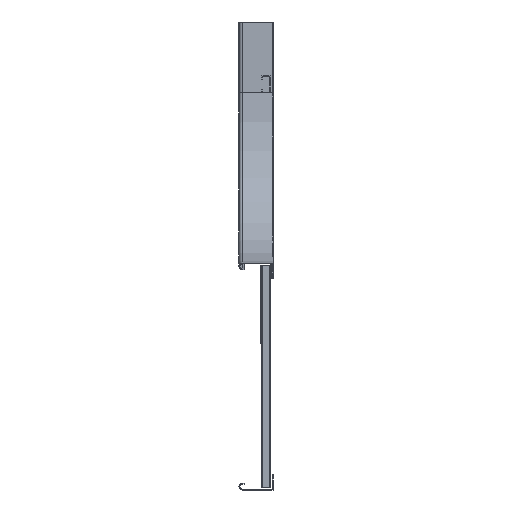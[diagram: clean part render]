
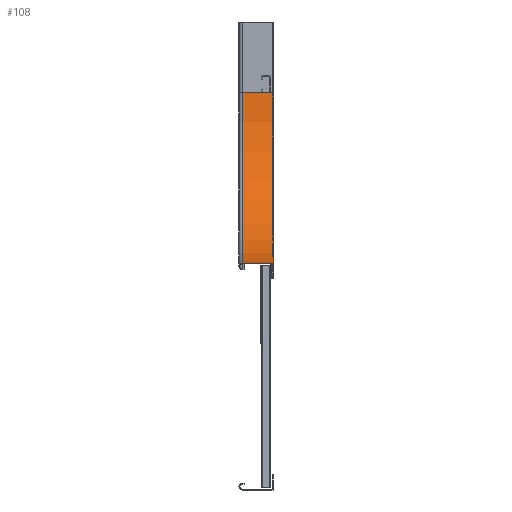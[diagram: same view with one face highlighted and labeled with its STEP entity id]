
A CAD part, left-side view. The second image highlights one B-rep face of the part: STEP entity #108.
In plain terms, the highlighted cylindrical face has radius 300 mm (diameter 600 mm), a partial arc.
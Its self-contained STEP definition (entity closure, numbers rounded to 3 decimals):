
#19 = EDGE_CURVE ( 'NONE', #8871, #3654, #9149, .T. ) ;
#51 = CYLINDRICAL_SURFACE ( 'NONE', #6782, 300. ) ;
#108 = ADVANCED_FACE ( 'NONE', ( #6318 ), #51, .F. ) ;
#935 = EDGE_CURVE ( 'NONE', #9461, #8871, #8392, .T. ) ;
#2340 = CARTESIAN_POINT ( 'NONE',  ( 300., 0., -125. ) ) ;
#2359 = LINE ( 'NONE', #2836, #6291 ) ;
#2586 = ORIENTED_EDGE ( 'NONE', *, *, #7032, .F. ) ;
#2659 = CARTESIAN_POINT ( 'NONE',  ( 0., 54., -125. ) ) ;
#2699 = CARTESIAN_POINT ( 'NONE',  ( 300., 0., -425. ) ) ;
#2787 = CARTESIAN_POINT ( 'NONE',  ( 0., 0., -125. ) ) ;
#2836 = CARTESIAN_POINT ( 'NONE',  ( 0., 0., -125. ) ) ;
#3129 = VECTOR ( 'NONE', #8199, 1000. ) ;
#3198 = CARTESIAN_POINT ( 'NONE',  ( 300., 0., -425. ) ) ;
#3597 = CARTESIAN_POINT ( 'NONE',  ( 300., 0., -125. ) ) ;
#3654 = VERTEX_POINT ( 'NONE', #7614 ) ;
#3783 = ORIENTED_EDGE ( 'NONE', *, *, #19, .T. ) ;
#3975 = ORIENTED_EDGE ( 'NONE', *, *, #935, .T. ) ;
#4280 = ORIENTED_EDGE ( 'NONE', *, *, #6625, .F. ) ;
#4601 = CARTESIAN_POINT ( 'NONE',  ( 300., 54., -125. ) ) ;
#5381 = DIRECTION ( 'NONE',  ( -1., 0., 0. ) ) ;
#5974 = DIRECTION ( 'NONE',  ( 0., -1., 0. ) ) ;
#6002 = DIRECTION ( 'NONE',  ( 0., 1., 0. ) ) ;
#6162 = DIRECTION ( 'NONE',  ( 0., -1., 0. ) ) ;
#6291 = VECTOR ( 'NONE', #6002, 1000. ) ;
#6318 = FACE_OUTER_BOUND ( 'NONE', #8235, .T. ) ;
#6625 = EDGE_CURVE ( 'NONE', #9461, #10137, #2359, .T. ) ;
#6782 = AXIS2_PLACEMENT_3D ( 'NONE', #3597, #5974, #8307 ) ;
#7032 = EDGE_CURVE ( 'NONE', #10137, #3654, #7495, .T. ) ;
#7495 = CIRCLE ( 'NONE', #10019, 300. ) ;
#7614 = CARTESIAN_POINT ( 'NONE',  ( 300., 54., -425. ) ) ;
#7826 = DIRECTION ( 'NONE',  ( 0., 0., 1. ) ) ;
#8199 = DIRECTION ( 'NONE',  ( 0., 1., 0. ) ) ;
#8235 = EDGE_LOOP ( 'NONE', ( #2586, #4280, #3975, #3783 ) ) ;
#8307 = DIRECTION ( 'NONE',  ( 0., 0., -1. ) ) ;
#8392 = CIRCLE ( 'NONE', #9033, 300. ) ;
#8871 = VERTEX_POINT ( 'NONE', #3198 ) ;
#9033 = AXIS2_PLACEMENT_3D ( 'NONE', #2340, #6162, #7826 ) ;
#9149 = LINE ( 'NONE', #2699, #3129 ) ;
#9461 = VERTEX_POINT ( 'NONE', #2787 ) ;
#10019 = AXIS2_PLACEMENT_3D ( 'NONE', #4601, #10101, #5381 ) ;
#10101 = DIRECTION ( 'NONE',  ( 0., -1., 0. ) ) ;
#10137 = VERTEX_POINT ( 'NONE', #2659 ) ;
